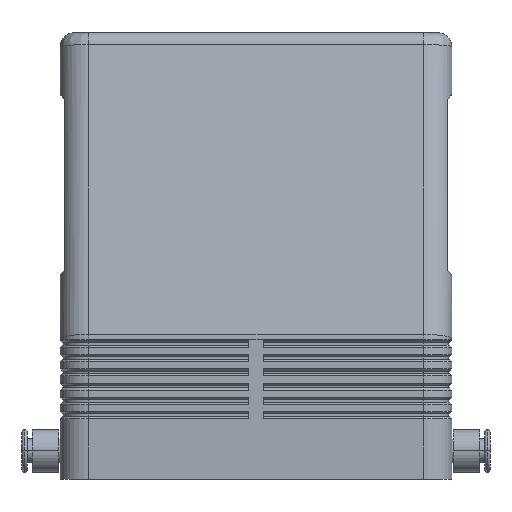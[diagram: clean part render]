
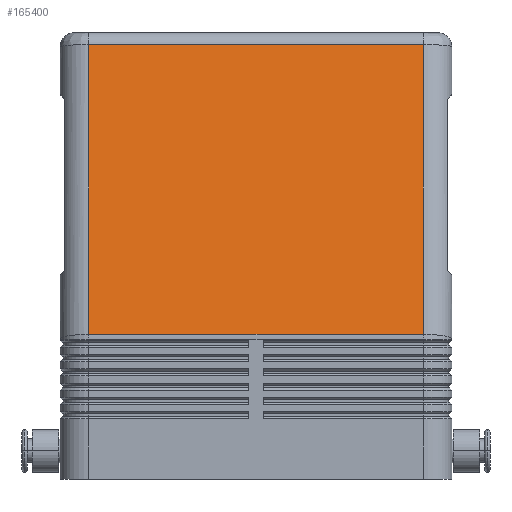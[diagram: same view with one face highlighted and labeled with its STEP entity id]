
A CAD part, left-side view. The second image highlights one B-rep face of the part: STEP entity #165400.
In plain terms, the highlighted planar face has unit normal (-0.986, 0, 0.166).
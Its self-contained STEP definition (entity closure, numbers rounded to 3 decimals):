
#4800=CARTESIAN_POINT('',(-46.667,35.25,30.493));
#4810=VERTEX_POINT('',#4800);
#4840=CARTESIAN_POINT('',(-46.667,-35.25,30.493));
#4850=DIRECTION('',(0.,1.,0.));
#4860=VECTOR('',#4850,1.);
#4870=LINE('',#4840,#4860);
#4880=CARTESIAN_POINT('',(-46.667,-35.25,30.493));
#4890=VERTEX_POINT('',#4880);
#4900=EDGE_CURVE('',#4890,#4810,#4870,.T.);
#5200=CARTESIAN_POINT('',(-36.42,35.25,91.497));
#5210=VERTEX_POINT('',#5200);
#5240=CARTESIAN_POINT('',(-46.667,35.25,30.493));
#5250=DIRECTION('',(0.166,0.,0.986));
#5260=VECTOR('',#5250,1.);
#5270=LINE('',#5240,#5260);
#5280=EDGE_CURVE('',#4810,#5210,#5270,.T.);
#8020=CARTESIAN_POINT('',(-36.42,35.25,91.497));
#8030=DIRECTION('',(0.,-1.,0.));
#8040=VECTOR('',#8030,1.);
#8050=LINE('',#8020,#8040);
#8060=CARTESIAN_POINT('',(-36.42,-35.25,91.497));
#8070=VERTEX_POINT('',#8060);
#8080=EDGE_CURVE('',#5210,#8070,#8050,.T.);
#41460=CARTESIAN_POINT('',(-36.42,-35.25,91.497));
#41470=DIRECTION('',(-0.166,0.,-0.986));
#41480=VECTOR('',#41470,1.);
#41490=LINE('',#41460,#41480);
#41500=EDGE_CURVE('',#8070,#4890,#41490,.T.);
#165290=CARTESIAN_POINT('',(-47.692,-42.3,24.393));
#165300=DIRECTION('',(-0.986,0.,0.166));
#165310=DIRECTION('',(0.166,0.,0.986));
#165320=AXIS2_PLACEMENT_3D('',#165290,#165300,#165310);
#165330=PLANE('',#165320);
#165340=ORIENTED_EDGE('',*,*,#41500,.F.);
#165350=ORIENTED_EDGE('',*,*,#4900,.F.);
#165360=ORIENTED_EDGE('',*,*,#5280,.F.);
#165370=ORIENTED_EDGE('',*,*,#8080,.F.);
#165380=EDGE_LOOP('',(#165370,#165360,#165350,#165340));
#165390=FACE_OUTER_BOUND('',#165380,.T.);
#165400=ADVANCED_FACE('',(#165390),#165330,.T.);
